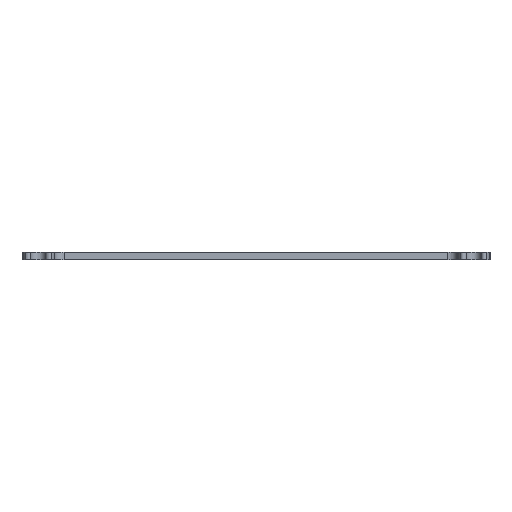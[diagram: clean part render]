
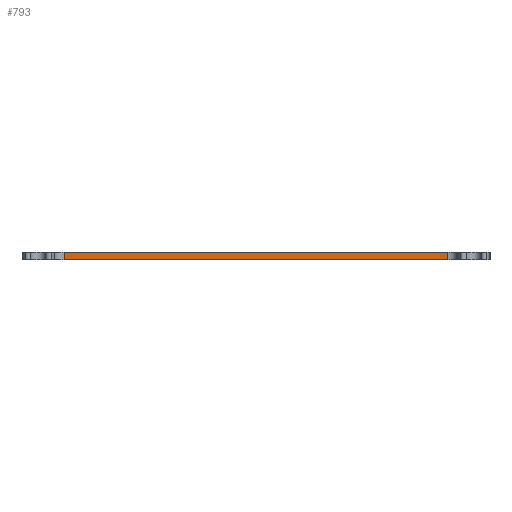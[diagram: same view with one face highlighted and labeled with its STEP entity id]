
A CAD part, left-side view. The second image highlights one B-rep face of the part: STEP entity #793.
In plain terms, the highlighted planar face has unit normal (-1, 0, 0).
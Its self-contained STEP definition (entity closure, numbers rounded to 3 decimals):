
#766 = VERTEX_POINT('',#767);
#767 = CARTESIAN_POINT('',(23.019,-90.781,1.2));
#774 = EDGE_CURVE('',#775,#766,#777,.T.);
#775 = VERTEX_POINT('',#776);
#776 = CARTESIAN_POINT('',(23.019,-90.781,0.));
#777 = LINE('',#778,#779);
#778 = CARTESIAN_POINT('',(23.019,-90.781,0.));
#779 = VECTOR('',#780,1.);
#780 = DIRECTION('',(0.,0.,1.));
#793 = ADVANCED_FACE('',(#794),#819,.T.);
#794 = FACE_BOUND('',#795,.T.);
#795 = EDGE_LOOP('',(#796,#797,#805,#813));
#796 = ORIENTED_EDGE('',*,*,#774,.T.);
#797 = ORIENTED_EDGE('',*,*,#798,.T.);
#798 = EDGE_CURVE('',#766,#799,#801,.T.);
#799 = VERTEX_POINT('',#800);
#800 = CARTESIAN_POINT('',(23.019,-28.281,1.2));
#801 = LINE('',#802,#803);
#802 = CARTESIAN_POINT('',(23.019,-90.781,1.2));
#803 = VECTOR('',#804,1.);
#804 = DIRECTION('',(0.,1.,0.));
#805 = ORIENTED_EDGE('',*,*,#806,.F.);
#806 = EDGE_CURVE('',#807,#799,#809,.T.);
#807 = VERTEX_POINT('',#808);
#808 = CARTESIAN_POINT('',(23.019,-28.281,0.));
#809 = LINE('',#810,#811);
#810 = CARTESIAN_POINT('',(23.019,-28.281,0.));
#811 = VECTOR('',#812,1.);
#812 = DIRECTION('',(0.,0.,1.));
#813 = ORIENTED_EDGE('',*,*,#814,.F.);
#814 = EDGE_CURVE('',#775,#807,#815,.T.);
#815 = LINE('',#816,#817);
#816 = CARTESIAN_POINT('',(23.019,-90.781,0.));
#817 = VECTOR('',#818,1.);
#818 = DIRECTION('',(0.,1.,0.));
#819 = PLANE('',#820);
#820 = AXIS2_PLACEMENT_3D('',#821,#822,#823);
#821 = CARTESIAN_POINT('',(23.019,-90.781,0.));
#822 = DIRECTION('',(-1.,0.,0.));
#823 = DIRECTION('',(0.,1.,0.));
